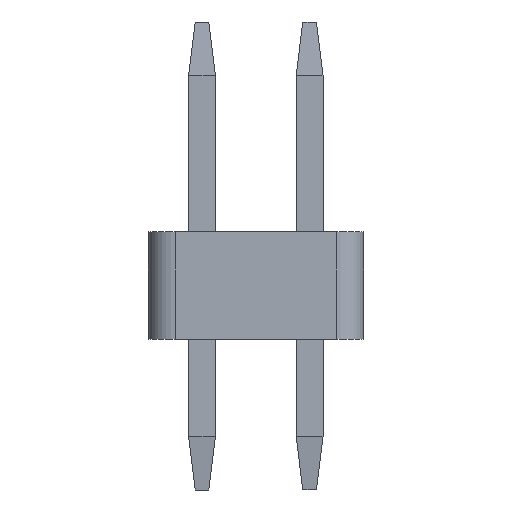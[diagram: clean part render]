
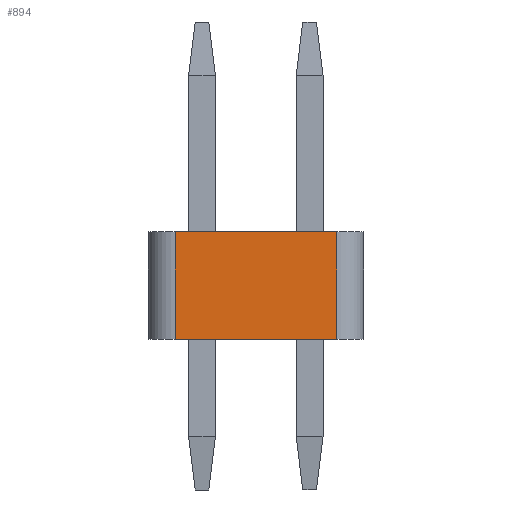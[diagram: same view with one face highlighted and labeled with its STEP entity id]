
A CAD part, left-side view. The second image highlights one B-rep face of the part: STEP entity #894.
In plain terms, the highlighted planar face has unit normal (-1, 0, 0).
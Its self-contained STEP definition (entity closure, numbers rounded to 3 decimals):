
#113 = DIRECTION ( 'NONE',  ( 0., 1., 0. ) ) ;
#148 = VERTEX_POINT ( 'NONE', #1442 ) ;
#174 = DIRECTION ( 'NONE',  ( 0., 1., 0. ) ) ;
#279 = LINE ( 'NONE', #393, #1154 ) ;
#311 = DIRECTION ( 'NONE',  ( 0., 0., -1. ) ) ;
#327 = LINE ( 'NONE', #1199, #1339 ) ;
#393 = CARTESIAN_POINT ( 'NONE',  ( 3.799, 0., 2. ) ) ;
#418 = VERTEX_POINT ( 'NONE', #838 ) ;
#428 = EDGE_CURVE ( 'NONE', #508, #418, #327, .T. ) ;
#501 = ORIENTED_EDGE ( 'NONE', *, *, #510, .F. ) ;
#508 = VERTEX_POINT ( 'NONE', #1517 ) ;
#510 = EDGE_CURVE ( 'NONE', #1384, #148, #1430, .T. ) ;
#512 = ORIENTED_EDGE ( 'NONE', *, *, #843, .F. ) ;
#560 = VECTOR ( 'NONE', #113, 1000. ) ;
#622 = EDGE_LOOP ( 'NONE', ( #501, #512, #1129, #851 ) ) ;
#643 = LINE ( 'NONE', #1141, #560 ) ;
#689 = VECTOR ( 'NONE', #311, 1000. ) ;
#838 = CARTESIAN_POINT ( 'NONE',  ( 3.799, 5.657, 2. ) ) ;
#843 = EDGE_CURVE ( 'NONE', #418, #1384, #279, .T. ) ;
#851 = ORIENTED_EDGE ( 'NONE', *, *, #1435, .F. ) ;
#894 = ADVANCED_FACE ( 'NONE', ( #1489 ), #1148, .F. ) ;
#953 = CARTESIAN_POINT ( 'NONE',  ( 3.799, 2.657, 2. ) ) ;
#1129 = ORIENTED_EDGE ( 'NONE', *, *, #428, .F. ) ;
#1141 = CARTESIAN_POINT ( 'NONE',  ( 3.799, 6.157, 0. ) ) ;
#1148 = PLANE ( 'NONE',  #1543 ) ;
#1154 = VECTOR ( 'NONE', #1374, 1000. ) ;
#1199 = CARTESIAN_POINT ( 'NONE',  ( 3.799, 5.657, 2. ) ) ;
#1339 = VECTOR ( 'NONE', #1418, 1000. ) ;
#1374 = DIRECTION ( 'NONE',  ( 0., -1., 0. ) ) ;
#1384 = VERTEX_POINT ( 'NONE', #953 ) ;
#1397 = CARTESIAN_POINT ( 'NONE',  ( 3.799, 6.157, 2. ) ) ;
#1408 = DIRECTION ( 'NONE',  ( 1., 0., 0. ) ) ;
#1415 = CARTESIAN_POINT ( 'NONE',  ( 3.799, 2.657, 2. ) ) ;
#1418 = DIRECTION ( 'NONE',  ( 0., 0., 1. ) ) ;
#1430 = LINE ( 'NONE', #1415, #689 ) ;
#1435 = EDGE_CURVE ( 'NONE', #148, #508, #643, .T. ) ;
#1442 = CARTESIAN_POINT ( 'NONE',  ( 3.799, 2.657, 0. ) ) ;
#1489 = FACE_OUTER_BOUND ( 'NONE', #622, .T. ) ;
#1517 = CARTESIAN_POINT ( 'NONE',  ( 3.799, 5.657, 0. ) ) ;
#1543 = AXIS2_PLACEMENT_3D ( 'NONE', #1397, #1408, #174 ) ;
